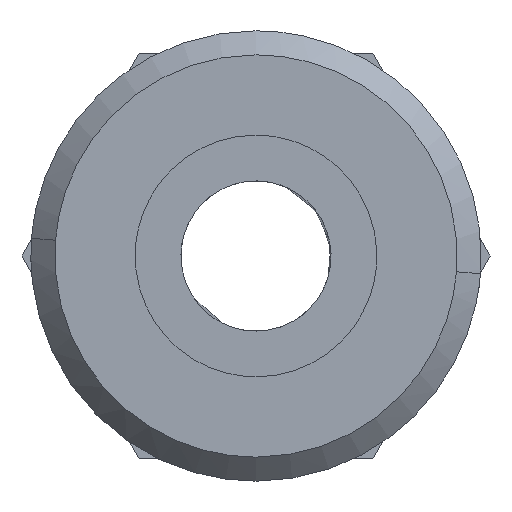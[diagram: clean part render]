
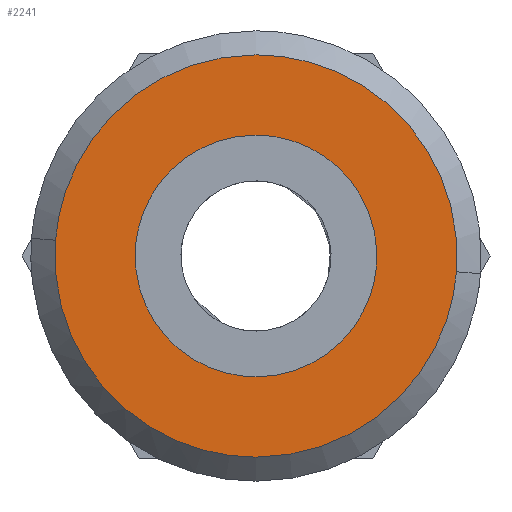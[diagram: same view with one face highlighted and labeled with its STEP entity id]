
A CAD part, front view. The second image highlights one B-rep face of the part: STEP entity #2241.
In plain terms, the highlighted free-form (B-spline) face has degree [1, 1] with [2, 2] control points.
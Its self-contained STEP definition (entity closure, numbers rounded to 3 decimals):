
#516=CARTESIAN_POINT('',(-4.,-7.994,-0.95));
#517=VERTEX_POINT('',#516);
#523=CARTESIAN_POINT('',(-4.,0.,8.05));
#524=VERTEX_POINT('',#523);
#525=CARTESIAN_POINT('',(-4.,-7.994,-0.95));
#526=CARTESIAN_POINT('',(-4.,-8.05,-0.477));
#527=CARTESIAN_POINT('',(-4.,-8.05,0.0));
#528=CARTESIAN_POINT('',(-4.,-8.05,8.05));
#529=CARTESIAN_POINT('',(-4.,0.,8.05));
#537=(BOUNDED_CURVE()B_SPLINE_CURVE(2,(#525,#526,#527,#528,#529),.UNSPECIFIED.,.F.,.U.)B_SPLINE_CURVE_WITH_KNOTS((3,2,3),(0.23,0.25,0.5),.UNSPECIFIED.)CURVE()GEOMETRIC_REPRESENTATION_ITEM()RATIONAL_B_SPLINE_CURVE((0.956,0.976,1.0,0.707,1.0))REPRESENTATION_ITEM(''));
#538=EDGE_CURVE('',#517,#524,#537,.T.);
#540=CARTESIAN_POINT('',(-4.,8.035,0.491));
#541=VERTEX_POINT('',#540);
#542=CARTESIAN_POINT('',(-4.,0.,8.05));
#543=CARTESIAN_POINT('',(-4.,7.573,8.05));
#544=CARTESIAN_POINT('',(-4.,8.035,0.491));
#552=(BOUNDED_CURVE()B_SPLINE_CURVE(2,(#542,#543,#544),.UNSPECIFIED.,.F.,.U.)B_SPLINE_CURVE_WITH_KNOTS((3,3),(0.5,0.739),.UNSPECIFIED.)CURVE()GEOMETRIC_REPRESENTATION_ITEM()RATIONAL_B_SPLINE_CURVE((1.0,0.72,0.976))REPRESENTATION_ITEM(''));
#553=EDGE_CURVE('',#524,#541,#552,.T.);
#627=CARTESIAN_POINT('',(-4.,0.,-8.05));
#628=VERTEX_POINT('',#627);
#629=CARTESIAN_POINT('',(-4.,8.035,0.491));
#630=CARTESIAN_POINT('',(-4.,8.05,0.246));
#631=CARTESIAN_POINT('',(-4.,8.05,0.0));
#632=CARTESIAN_POINT('',(-4.,8.05,-8.05));
#633=CARTESIAN_POINT('',(-4.,0.,-8.05));
#641=(BOUNDED_CURVE()B_SPLINE_CURVE(2,(#629,#630,#631,#632,#633),.UNSPECIFIED.,.F.,.U.)B_SPLINE_CURVE_WITH_KNOTS((3,2,3),(0.739,0.75,1.0),.UNSPECIFIED.)CURVE()GEOMETRIC_REPRESENTATION_ITEM()RATIONAL_B_SPLINE_CURVE((0.976,0.988,1.0,0.707,1.0))REPRESENTATION_ITEM(''));
#642=EDGE_CURVE('',#541,#628,#641,.T.);
#644=CARTESIAN_POINT('',(-4.,0.,-8.05));
#645=CARTESIAN_POINT('',(-4.,-7.15,-8.05));
#646=CARTESIAN_POINT('',(-4.,-7.994,-0.95));
#654=(BOUNDED_CURVE()B_SPLINE_CURVE(2,(#644,#645,#646),.UNSPECIFIED.,.F.,.U.)B_SPLINE_CURVE_WITH_KNOTS((3,3),(0.0,0.23),.UNSPECIFIED.)CURVE()GEOMETRIC_REPRESENTATION_ITEM()RATIONAL_B_SPLINE_CURVE((1.0,0.731,0.956))REPRESENTATION_ITEM(''));
#655=EDGE_CURVE('',#628,#517,#654,.T.);
#1098=CARTESIAN_POINT('',(-4.,13.359,1.051));
#1099=VERTEX_POINT('',#1098);
#1105=CARTESIAN_POINT('',(-4.,0.0,13.4));
#1106=VERTEX_POINT('',#1105);
#1107=CARTESIAN_POINT('',(-4.,0.0,13.4));
#1108=CARTESIAN_POINT('',(-4.,12.387,13.4));
#1109=CARTESIAN_POINT('',(-4.,13.359,1.051));
#1117=(BOUNDED_CURVE()B_SPLINE_CURVE(2,(#1107,#1108,#1109),.UNSPECIFIED.,.F.,.U.)B_SPLINE_CURVE_WITH_KNOTS((3,3),(0.0,0.236),.UNSPECIFIED.)CURVE()GEOMETRIC_REPRESENTATION_ITEM()RATIONAL_B_SPLINE_CURVE((1.0,0.723,0.97))REPRESENTATION_ITEM(''));
#1118=EDGE_CURVE('',#1106,#1099,#1117,.T.);
#1120=CARTESIAN_POINT('',(-4.,-13.359,-1.051));
#1121=VERTEX_POINT('',#1120);
#1122=CARTESIAN_POINT('',(-4.,-13.359,-1.051));
#1123=CARTESIAN_POINT('',(-4.,-13.4,-0.526));
#1124=CARTESIAN_POINT('',(-4.,-13.4,0.0));
#1125=CARTESIAN_POINT('',(-4.,-13.4,13.4));
#1126=CARTESIAN_POINT('',(-4.,0.0,13.4));
#1134=(BOUNDED_CURVE()B_SPLINE_CURVE(2,(#1122,#1123,#1124,#1125,#1126),.UNSPECIFIED.,.F.,.U.)B_SPLINE_CURVE_WITH_KNOTS((3,2,3),(0.736,0.75,1.0),.UNSPECIFIED.)CURVE()GEOMETRIC_REPRESENTATION_ITEM()RATIONAL_B_SPLINE_CURVE((0.97,0.984,1.0,0.707,1.0))REPRESENTATION_ITEM(''));
#1135=EDGE_CURVE('',#1121,#1106,#1134,.T.);
#1169=CARTESIAN_POINT('',(-4.,0.0,-13.4));
#1170=VERTEX_POINT('',#1169);
#1171=CARTESIAN_POINT('',(-4.,0.0,-13.4));
#1172=CARTESIAN_POINT('',(-4.,-12.387,-13.4));
#1173=CARTESIAN_POINT('',(-4.,-13.359,-1.051));
#1181=(BOUNDED_CURVE()B_SPLINE_CURVE(2,(#1171,#1172,#1173),.UNSPECIFIED.,.F.,.U.)B_SPLINE_CURVE_WITH_KNOTS((3,3),(0.5,0.736),.UNSPECIFIED.)CURVE()GEOMETRIC_REPRESENTATION_ITEM()RATIONAL_B_SPLINE_CURVE((1.0,0.723,0.97))REPRESENTATION_ITEM(''));
#1182=EDGE_CURVE('',#1170,#1121,#1181,.T.);
#1184=CARTESIAN_POINT('',(-4.,13.359,1.051));
#1185=CARTESIAN_POINT('',(-4.,13.4,0.526));
#1186=CARTESIAN_POINT('',(-4.,13.4,0.0));
#1187=CARTESIAN_POINT('',(-4.,13.4,-13.4));
#1188=CARTESIAN_POINT('',(-4.,0.0,-13.4));
#1196=(BOUNDED_CURVE()B_SPLINE_CURVE(2,(#1184,#1185,#1186,#1187,#1188),.UNSPECIFIED.,.F.,.U.)B_SPLINE_CURVE_WITH_KNOTS((3,2,3),(0.236,0.25,0.5),.UNSPECIFIED.)CURVE()GEOMETRIC_REPRESENTATION_ITEM()RATIONAL_B_SPLINE_CURVE((0.97,0.984,1.0,0.707,1.0))REPRESENTATION_ITEM(''));
#1197=EDGE_CURVE('',#1099,#1170,#1196,.T.);
#2224=CARTESIAN_POINT('',(-4.,-14.735,-14.739));
#2225=CARTESIAN_POINT('',(-4.,-14.735,14.739));
#2226=CARTESIAN_POINT('',(-4.,14.735,-14.739));
#2227=CARTESIAN_POINT('',(-4.,14.735,14.739));
#2228=B_SPLINE_SURFACE_WITH_KNOTS('',1,1,((#2224,#2226),(#2225,#2227)),.UNSPECIFIED.,.F.,.F.,.U.,(2,2),(2,2),(0.0,29.477),(0.0,29.469),.UNSPECIFIED.);
#2229=ORIENTED_EDGE('',*,*,#1118,.T.);
#2230=ORIENTED_EDGE('',*,*,#1197,.T.);
#2231=ORIENTED_EDGE('',*,*,#1182,.T.);
#2232=ORIENTED_EDGE('',*,*,#1135,.T.);
#2233=EDGE_LOOP('',(#2229,#2230,#2231,#2232));
#2234=FACE_OUTER_BOUND('',#2233,.T.);
#2235=ORIENTED_EDGE('',*,*,#553,.F.);
#2236=ORIENTED_EDGE('',*,*,#538,.F.);
#2237=ORIENTED_EDGE('',*,*,#655,.F.);
#2238=ORIENTED_EDGE('',*,*,#642,.F.);
#2239=EDGE_LOOP('',(#2235,#2236,#2237,#2238));
#2240=FACE_BOUND('',#2239,.T.);
#2241=ADVANCED_FACE('',(#2234,#2240),#2228,.T.);
